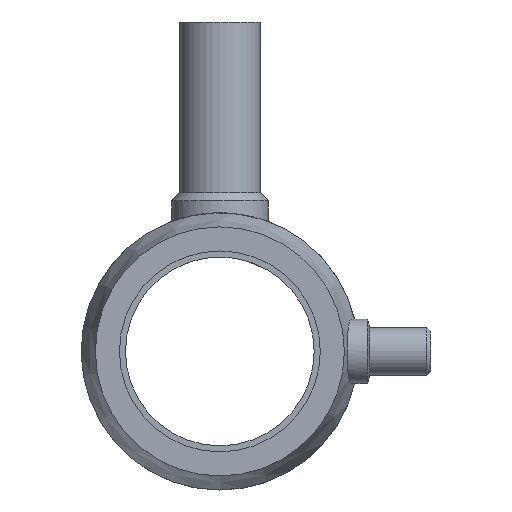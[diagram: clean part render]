
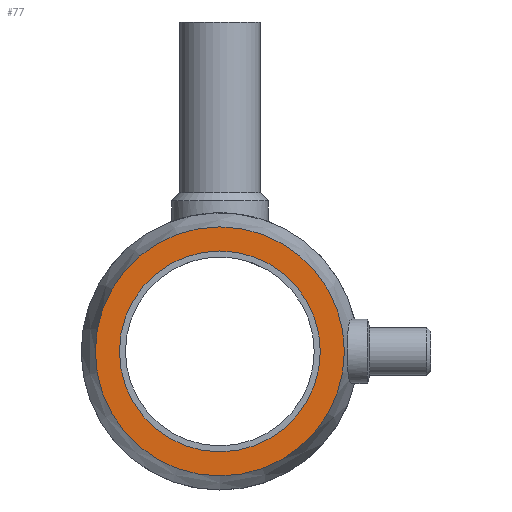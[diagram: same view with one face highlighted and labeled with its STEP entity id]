
A CAD part, left-side view. The second image highlights one B-rep face of the part: STEP entity #77.
In plain terms, the highlighted planar face has unit normal (-1, 0, 0).
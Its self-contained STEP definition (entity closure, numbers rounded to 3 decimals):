
#77 = ADVANCED_FACE( '', ( #186, #187 ), #188, .F. );
#186 = FACE_OUTER_BOUND( '', #349, .T. );
#187 = FACE_BOUND( '', #350, .T. );
#188 = PLANE( '', #351 );
#349 = EDGE_LOOP( '', ( #521 ) );
#350 = EDGE_LOOP( '', ( #522 ) );
#351 = AXIS2_PLACEMENT_3D( '', #523, #524, #525 );
#521 = ORIENTED_EDGE( '', *, *, #740, .F. );
#522 = ORIENTED_EDGE( '', *, *, #741, .T. );
#523 = CARTESIAN_POINT( '', ( 0., 0., 0. ) );
#524 = DIRECTION( '', ( 1., 0., 0. ) );
#525 = DIRECTION( '', ( 0., 0., -1. ) );
#740 = EDGE_CURVE( '', #836, #836, #837, .T. );
#741 = EDGE_CURVE( '', #838, #838, #839, .T. );
#836 = VERTEX_POINT( '', #1220 );
#837 = CIRCLE( '', #1221, 31.006 );
#838 = VERTEX_POINT( '', #1222 );
#839 = CIRCLE( '', #1223, 25. );
#1220 = CARTESIAN_POINT( '', ( 0., 0., -31.006 ) );
#1221 = AXIS2_PLACEMENT_3D( '', #1556, #1557, #1558 );
#1222 = CARTESIAN_POINT( '', ( 0., 0., -25. ) );
#1223 = AXIS2_PLACEMENT_3D( '', #1559, #1560, #1561 );
#1556 = CARTESIAN_POINT( '', ( 0., 0., 0. ) );
#1557 = DIRECTION( '', ( 1., 0., 0. ) );
#1558 = DIRECTION( '', ( 0., 0., -1. ) );
#1559 = CARTESIAN_POINT( '', ( 0., 0., 0. ) );
#1560 = DIRECTION( '', ( 1., 0., 0. ) );
#1561 = DIRECTION( '', ( 0., 0., -1. ) );
